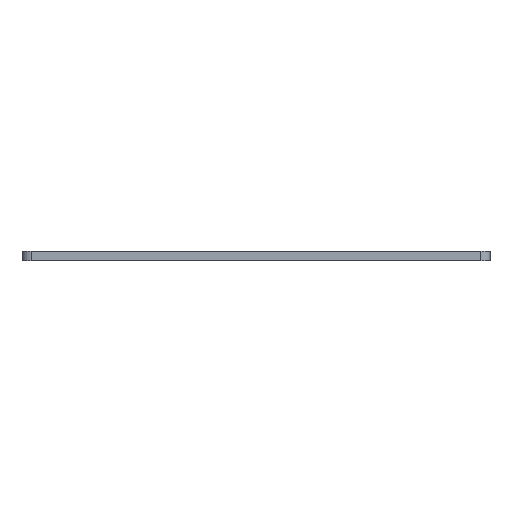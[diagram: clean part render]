
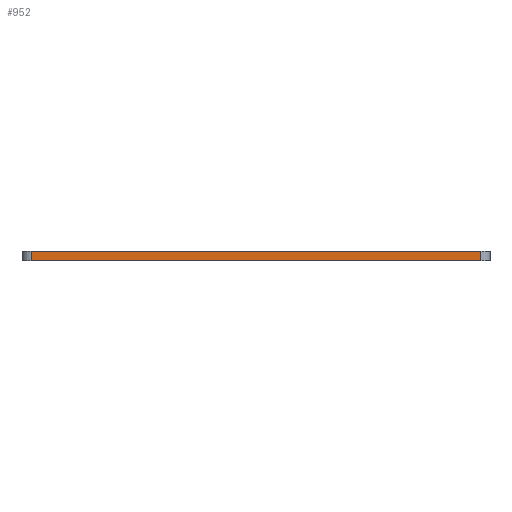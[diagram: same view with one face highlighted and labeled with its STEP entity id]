
A CAD part, front view. The second image highlights one B-rep face of the part: STEP entity #952.
In plain terms, the highlighted planar face has unit normal (0, -1, 0).
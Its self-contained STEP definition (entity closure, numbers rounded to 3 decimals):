
#93=FACE_OUTER_BOUND('',#153,.T.);
#153=EDGE_LOOP('',(#832,#833,#834,#835));
#238=LINE('',#1437,#352);
#245=LINE('',#1467,#359);
#261=LINE('',#1581,#375);
#262=LINE('',#1583,#376);
#352=VECTOR('',#1172,10.);
#359=VECTOR('',#1197,10.);
#375=VECTOR('',#1241,10.);
#376=VECTOR('',#1244,10.);
#444=VERTEX_POINT('',#1435);
#445=VERTEX_POINT('',#1436);
#458=VERTEX_POINT('',#1465);
#459=VERTEX_POINT('',#1466);
#556=EDGE_CURVE('',#444,#445,#238,.T.);
#571=EDGE_CURVE('',#458,#459,#245,.T.);
#595=EDGE_CURVE('',#445,#459,#261,.T.);
#596=EDGE_CURVE('',#444,#458,#262,.T.);
#832=ORIENTED_EDGE('',*,*,#556,.T.);
#833=ORIENTED_EDGE('',*,*,#595,.T.);
#834=ORIENTED_EDGE('',*,*,#571,.F.);
#835=ORIENTED_EDGE('',*,*,#596,.F.);
#906=PLANE('',#1029);
#952=ADVANCED_FACE('',(#93),#906,.T.);
#1029=AXIS2_PLACEMENT_3D('',#1582,#1242,#1243);
#1172=DIRECTION('',(1.,0.,0.));
#1197=DIRECTION('',(1.,0.,0.));
#1241=DIRECTION('',(0.,0.,1.));
#1242=DIRECTION('center_axis',(0.,-1.,0.));
#1243=DIRECTION('ref_axis',(1.,0.,0.));
#1244=DIRECTION('',(0.,0.,1.));
#1435=CARTESIAN_POINT('',(-48.,-13.2,21.5));
#1436=CARTESIAN_POINT('',(47.75,-13.2,21.5));
#1437=CARTESIAN_POINT('',(-48.,-13.2,21.5));
#1465=CARTESIAN_POINT('',(-48.,-13.2,23.5));
#1466=CARTESIAN_POINT('',(47.75,-13.2,23.5));
#1467=CARTESIAN_POINT('',(-48.,-13.2,23.5));
#1581=CARTESIAN_POINT('',(47.75,-13.2,21.5));
#1582=CARTESIAN_POINT('Origin',(-48.,-13.2,21.5));
#1583=CARTESIAN_POINT('',(-48.,-13.2,21.5));
